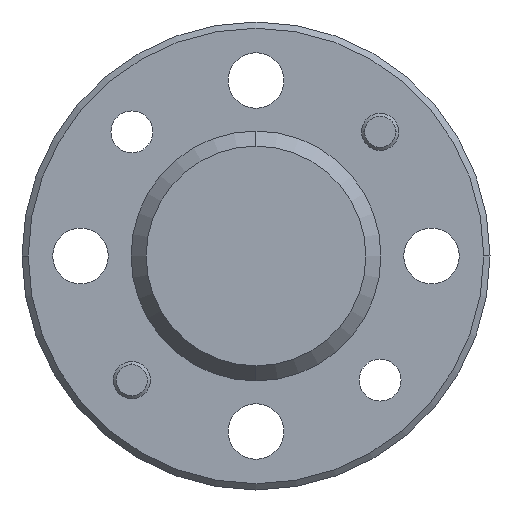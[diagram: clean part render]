
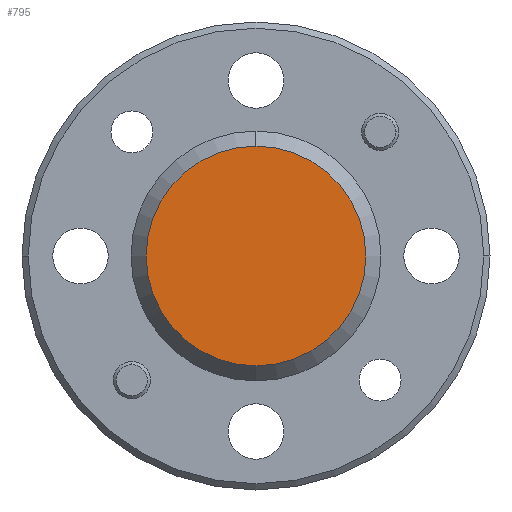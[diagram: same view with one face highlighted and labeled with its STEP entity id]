
A CAD part, left-side view. The second image highlights one B-rep face of the part: STEP entity #795.
In plain terms, the highlighted planar face has unit normal (-1, 0, 0).
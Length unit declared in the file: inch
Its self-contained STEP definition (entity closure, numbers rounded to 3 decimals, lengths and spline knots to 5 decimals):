
#4 = CARTESIAN_POINT ( 'NONE',  ( -0.75, 0., 0.176 ) ) ;
#114 = CARTESIAN_POINT ( 'NONE',  ( -0.75, 0., 0. ) ) ;
#187 = EDGE_LOOP ( 'NONE', ( #1267, #1227 ) ) ;
#270 = DIRECTION ( 'NONE',  ( 0., 0., -1. ) ) ;
#658 = CARTESIAN_POINT ( 'NONE',  ( -0.75, 0., 0. ) ) ;
#666 = AXIS2_PLACEMENT_3D ( 'NONE', #1626, #1984, #781 ) ;
#781 = DIRECTION ( 'NONE',  ( 0., 0., 1. ) ) ;
#795 = ADVANCED_FACE ( 'NONE', ( #992 ), #1795, .T. ) ;
#825 = DIRECTION ( 'NONE',  ( 1., 0., 0. ) ) ;
#992 = FACE_OUTER_BOUND ( 'NONE', #187, .T. ) ;
#1136 = CIRCLE ( 'NONE', #1510, 0.176 ) ;
#1227 = ORIENTED_EDGE ( 'NONE', *, *, #1417, .F. ) ;
#1267 = ORIENTED_EDGE ( 'NONE', *, *, #1841, .F. ) ;
#1313 = DIRECTION ( 'NONE',  ( 1., 0., 0. ) ) ;
#1343 = AXIS2_PLACEMENT_3D ( 'NONE', #114, #1313, #270 ) ;
#1417 = EDGE_CURVE ( 'NONE', #2153, #2104, #1136, .T. ) ;
#1497 = DIRECTION ( 'NONE',  ( 0., 0., -1. ) ) ;
#1510 = AXIS2_PLACEMENT_3D ( 'NONE', #658, #825, #1497 ) ;
#1626 = CARTESIAN_POINT ( 'NONE',  ( -0.75, 0.2075, 0. ) ) ;
#1795 = PLANE ( 'NONE',  #666 ) ;
#1840 = CIRCLE ( 'NONE', #1343, 0.176 ) ;
#1841 = EDGE_CURVE ( 'NONE', #2104, #2153, #1840, .T. ) ;
#1908 = CARTESIAN_POINT ( 'NONE',  ( -0.75, 0., -0.176 ) ) ;
#1984 = DIRECTION ( 'NONE',  ( -1., 0., 0. ) ) ;
#2104 = VERTEX_POINT ( 'NONE', #1908 ) ;
#2153 = VERTEX_POINT ( 'NONE', #4 ) ;
